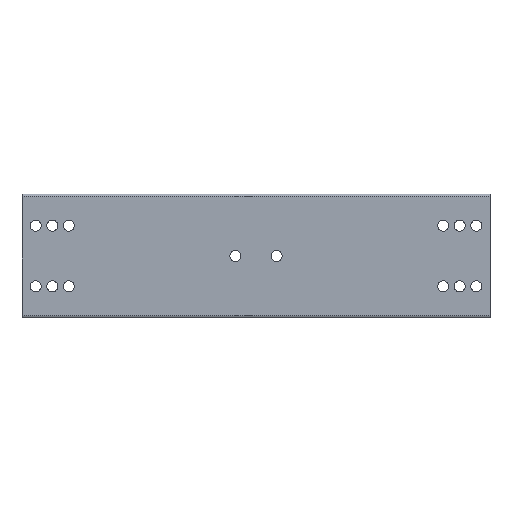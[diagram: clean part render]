
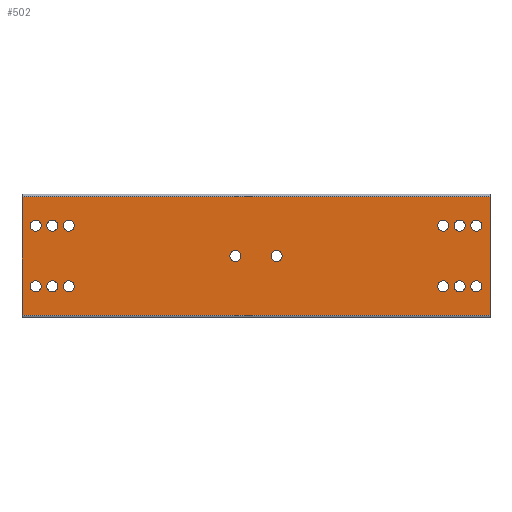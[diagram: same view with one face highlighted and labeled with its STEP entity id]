
A CAD part, top view. The second image highlights one B-rep face of the part: STEP entity #502.
In plain terms, the highlighted planar face has unit normal (0, 0, 1).
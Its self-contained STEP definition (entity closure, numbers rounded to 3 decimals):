
#15=FACE_BOUND('',#95,.T.);
#16=FACE_BOUND('',#96,.T.);
#17=FACE_BOUND('',#97,.T.);
#18=FACE_BOUND('',#98,.T.);
#19=FACE_BOUND('',#99,.T.);
#20=FACE_BOUND('',#100,.T.);
#21=FACE_BOUND('',#101,.T.);
#22=FACE_BOUND('',#102,.T.);
#23=FACE_BOUND('',#103,.T.);
#24=FACE_BOUND('',#104,.T.);
#25=FACE_BOUND('',#105,.T.);
#26=FACE_BOUND('',#106,.T.);
#27=FACE_BOUND('',#107,.T.);
#28=FACE_BOUND('',#108,.T.);
#47=PLANE('',#576);
#70=FACE_OUTER_BOUND('',#94,.T.);
#94=EDGE_LOOP('',(#423,#424,#425,#426));
#95=EDGE_LOOP('',(#427));
#96=EDGE_LOOP('',(#428));
#97=EDGE_LOOP('',(#429));
#98=EDGE_LOOP('',(#430));
#99=EDGE_LOOP('',(#431));
#100=EDGE_LOOP('',(#432));
#101=EDGE_LOOP('',(#433));
#102=EDGE_LOOP('',(#434));
#103=EDGE_LOOP('',(#435));
#104=EDGE_LOOP('',(#436));
#105=EDGE_LOOP('',(#437));
#106=EDGE_LOOP('',(#438));
#107=EDGE_LOOP('',(#439));
#108=EDGE_LOOP('',(#440));
#146=LINE('',#841,#176);
#151=LINE('',#857,#181);
#153=LINE('',#861,#183);
#154=LINE('',#863,#184);
#176=VECTOR('',#700,10.);
#181=VECTOR('',#717,10.);
#183=VECTOR('',#723,10.);
#184=VECTOR('',#726,10.);
#185=CIRCLE('',#520,2.);
#187=CIRCLE('',#523,2.);
#189=CIRCLE('',#526,2.);
#191=CIRCLE('',#529,2.);
#193=CIRCLE('',#532,2.);
#195=CIRCLE('',#535,2.);
#197=CIRCLE('',#538,2.);
#199=CIRCLE('',#541,2.);
#201=CIRCLE('',#544,2.);
#203=CIRCLE('',#547,2.);
#205=CIRCLE('',#550,2.);
#207=CIRCLE('',#553,2.);
#209=CIRCLE('',#556,2.);
#211=CIRCLE('',#559,2.);
#221=VERTEX_POINT('',#733);
#223=VERTEX_POINT('',#739);
#225=VERTEX_POINT('',#745);
#227=VERTEX_POINT('',#751);
#229=VERTEX_POINT('',#757);
#231=VERTEX_POINT('',#763);
#233=VERTEX_POINT('',#769);
#235=VERTEX_POINT('',#775);
#237=VERTEX_POINT('',#781);
#239=VERTEX_POINT('',#787);
#241=VERTEX_POINT('',#793);
#243=VERTEX_POINT('',#799);
#245=VERTEX_POINT('',#805);
#247=VERTEX_POINT('',#811);
#258=VERTEX_POINT('',#838);
#259=VERTEX_POINT('',#840);
#263=VERTEX_POINT('',#854);
#264=VERTEX_POINT('',#856);
#265=EDGE_CURVE('',#221,#221,#185,.T.);
#268=EDGE_CURVE('',#223,#223,#187,.T.);
#271=EDGE_CURVE('',#225,#225,#189,.T.);
#274=EDGE_CURVE('',#227,#227,#191,.T.);
#277=EDGE_CURVE('',#229,#229,#193,.T.);
#280=EDGE_CURVE('',#231,#231,#195,.T.);
#283=EDGE_CURVE('',#233,#233,#197,.T.);
#286=EDGE_CURVE('',#235,#235,#199,.T.);
#289=EDGE_CURVE('',#237,#237,#201,.T.);
#292=EDGE_CURVE('',#239,#239,#203,.T.);
#295=EDGE_CURVE('',#241,#241,#205,.T.);
#298=EDGE_CURVE('',#243,#243,#207,.T.);
#301=EDGE_CURVE('',#245,#245,#209,.T.);
#304=EDGE_CURVE('',#247,#247,#211,.T.);
#318=EDGE_CURVE('',#259,#258,#146,.T.);
#326=EDGE_CURVE('',#264,#263,#151,.T.);
#329=EDGE_CURVE('',#259,#263,#153,.T.);
#330=EDGE_CURVE('',#264,#258,#154,.T.);
#423=ORIENTED_EDGE('',*,*,#329,.F.);
#424=ORIENTED_EDGE('',*,*,#318,.T.);
#425=ORIENTED_EDGE('',*,*,#330,.F.);
#426=ORIENTED_EDGE('',*,*,#326,.T.);
#427=ORIENTED_EDGE('',*,*,#265,.T.);
#428=ORIENTED_EDGE('',*,*,#268,.T.);
#429=ORIENTED_EDGE('',*,*,#271,.T.);
#430=ORIENTED_EDGE('',*,*,#274,.T.);
#431=ORIENTED_EDGE('',*,*,#277,.T.);
#432=ORIENTED_EDGE('',*,*,#280,.T.);
#433=ORIENTED_EDGE('',*,*,#283,.T.);
#434=ORIENTED_EDGE('',*,*,#286,.T.);
#435=ORIENTED_EDGE('',*,*,#289,.T.);
#436=ORIENTED_EDGE('',*,*,#292,.T.);
#437=ORIENTED_EDGE('',*,*,#295,.T.);
#438=ORIENTED_EDGE('',*,*,#298,.T.);
#439=ORIENTED_EDGE('',*,*,#301,.T.);
#440=ORIENTED_EDGE('',*,*,#304,.T.);
#502=ADVANCED_FACE('',(#70,#15,#16,#17,#18,#19,#20,#21,#22,#23,#24,#25,
#26,#27,#28),#47,.T.);
#520=AXIS2_PLACEMENT_3D('',#734,#583,#584);
#523=AXIS2_PLACEMENT_3D('',#740,#590,#591);
#526=AXIS2_PLACEMENT_3D('',#746,#597,#598);
#529=AXIS2_PLACEMENT_3D('',#752,#604,#605);
#532=AXIS2_PLACEMENT_3D('',#758,#611,#612);
#535=AXIS2_PLACEMENT_3D('',#764,#618,#619);
#538=AXIS2_PLACEMENT_3D('',#770,#625,#626);
#541=AXIS2_PLACEMENT_3D('',#776,#632,#633);
#544=AXIS2_PLACEMENT_3D('',#782,#639,#640);
#547=AXIS2_PLACEMENT_3D('',#788,#646,#647);
#550=AXIS2_PLACEMENT_3D('',#794,#653,#654);
#553=AXIS2_PLACEMENT_3D('',#800,#660,#661);
#556=AXIS2_PLACEMENT_3D('',#806,#667,#668);
#559=AXIS2_PLACEMENT_3D('',#812,#674,#675);
#576=AXIS2_PLACEMENT_3D('',#862,#724,#725);
#583=DIRECTION('center_axis',(0.,0.,-1.));
#584=DIRECTION('ref_axis',(-1.,0.,0.));
#590=DIRECTION('center_axis',(0.,0.,-1.));
#591=DIRECTION('ref_axis',(-1.,0.,0.));
#597=DIRECTION('center_axis',(0.,0.,-1.));
#598=DIRECTION('ref_axis',(-1.,0.,0.));
#604=DIRECTION('center_axis',(0.,0.,-1.));
#605=DIRECTION('ref_axis',(-1.,0.,0.));
#611=DIRECTION('center_axis',(0.,0.,-1.));
#612=DIRECTION('ref_axis',(-1.,0.,0.));
#618=DIRECTION('center_axis',(0.,0.,-1.));
#619=DIRECTION('ref_axis',(-1.,0.,0.));
#625=DIRECTION('center_axis',(0.,0.,-1.));
#626=DIRECTION('ref_axis',(-1.,0.,0.));
#632=DIRECTION('center_axis',(0.,0.,-1.));
#633=DIRECTION('ref_axis',(-1.,0.,0.));
#639=DIRECTION('center_axis',(0.,0.,-1.));
#640=DIRECTION('ref_axis',(-1.,0.,0.));
#646=DIRECTION('center_axis',(0.,0.,-1.));
#647=DIRECTION('ref_axis',(-1.,0.,0.));
#653=DIRECTION('center_axis',(0.,0.,-1.));
#654=DIRECTION('ref_axis',(-1.,0.,0.));
#660=DIRECTION('center_axis',(0.,0.,-1.));
#661=DIRECTION('ref_axis',(-1.,0.,0.));
#667=DIRECTION('center_axis',(0.,0.,-1.));
#668=DIRECTION('ref_axis',(-1.,0.,0.));
#674=DIRECTION('center_axis',(0.,0.,-1.));
#675=DIRECTION('ref_axis',(-1.,0.,0.));
#700=DIRECTION('',(0.,-1.,0.));
#717=DIRECTION('',(0.,1.,0.));
#723=DIRECTION('',(1.,0.,0.));
#724=DIRECTION('center_axis',(0.,0.,1.));
#725=DIRECTION('ref_axis',(1.,0.,0.));
#726=DIRECTION('',(-1.,0.,0.));
#733=CARTESIAN_POINT('',(155.,11.5,3.));
#734=CARTESIAN_POINT('Origin',(153.,11.5,3.));
#739=CARTESIAN_POINT('',(94.5,22.5,3.));
#740=CARTESIAN_POINT('Origin',(92.5,22.5,3.));
#745=CARTESIAN_POINT('',(7.,33.5,3.));
#746=CARTESIAN_POINT('Origin',(5.,33.5,3.));
#751=CARTESIAN_POINT('',(19.,11.5,3.));
#752=CARTESIAN_POINT('Origin',(17.,11.5,3.));
#757=CARTESIAN_POINT('',(13.,33.5,3.));
#758=CARTESIAN_POINT('Origin',(11.,33.5,3.));
#763=CARTESIAN_POINT('',(167.,33.5,3.));
#764=CARTESIAN_POINT('Origin',(165.,33.5,3.));
#769=CARTESIAN_POINT('',(161.,11.5,3.));
#770=CARTESIAN_POINT('Origin',(159.,11.5,3.));
#775=CARTESIAN_POINT('',(155.,33.5,3.));
#776=CARTESIAN_POINT('Origin',(153.,33.5,3.));
#781=CARTESIAN_POINT('',(79.5,22.5,3.));
#782=CARTESIAN_POINT('Origin',(77.5,22.5,3.));
#787=CARTESIAN_POINT('',(7.,11.5,3.));
#788=CARTESIAN_POINT('Origin',(5.,11.5,3.));
#793=CARTESIAN_POINT('',(13.,11.5,3.));
#794=CARTESIAN_POINT('Origin',(11.,11.5,3.));
#799=CARTESIAN_POINT('',(19.,33.5,3.));
#800=CARTESIAN_POINT('Origin',(17.,33.5,3.));
#805=CARTESIAN_POINT('',(161.,33.5,3.));
#806=CARTESIAN_POINT('Origin',(159.,33.5,3.));
#811=CARTESIAN_POINT('',(167.,11.5,3.));
#812=CARTESIAN_POINT('Origin',(165.,11.5,3.));
#838=CARTESIAN_POINT('',(0.,1.,3.));
#840=CARTESIAN_POINT('',(0.,44.,3.));
#841=CARTESIAN_POINT('',(0.,0.,3.));
#854=CARTESIAN_POINT('',(170.,44.,3.));
#856=CARTESIAN_POINT('',(170.,1.,3.));
#857=CARTESIAN_POINT('',(170.,45.,3.));
#861=CARTESIAN_POINT('',(127.5,44.,3.));
#862=CARTESIAN_POINT('Origin',(85.,22.5,3.));
#863=CARTESIAN_POINT('',(42.5,1.,3.));
